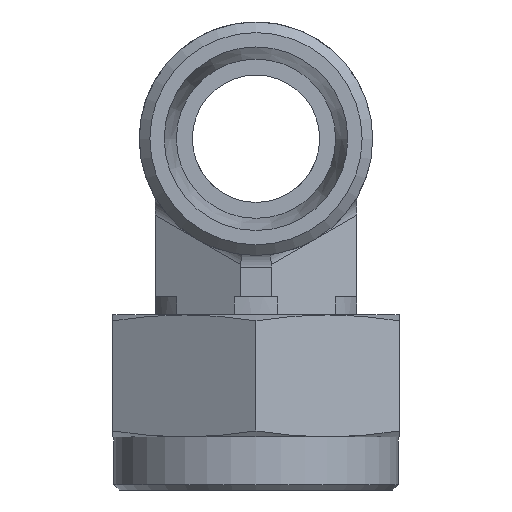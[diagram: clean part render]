
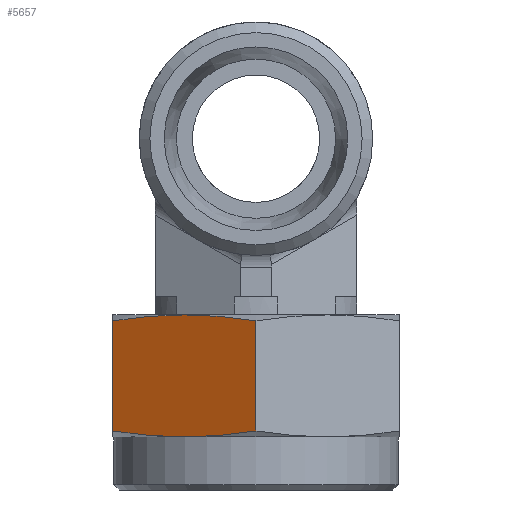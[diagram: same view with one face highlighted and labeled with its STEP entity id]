
A CAD part, front view. The second image highlights one B-rep face of the part: STEP entity #5657.
In plain terms, the highlighted face is planar.
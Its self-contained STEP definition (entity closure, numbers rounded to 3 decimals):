
#5431=CARTESIAN_POINT('',(13.5,-7.794,5.56));
#5432=VERTEX_POINT('',#5431);
#5433=CARTESIAN_POINT('',(13.5,0.,5.0));
#5434=VERTEX_POINT('',#5433);
#5435=CARTESIAN_POINT('',(13.5,-7.794,5.56));
#5436=CARTESIAN_POINT('',(13.5,-3.617,5.));
#5437=CARTESIAN_POINT('',(13.5,0.,5.));
#5445=(BOUNDED_CURVE()B_SPLINE_CURVE(2,(#5435,#5436,#5437),.UNSPECIFIED.,.F.,.U.)B_SPLINE_CURVE_WITH_KNOTS((3,3),(0.651,1.522),.UNSPECIFIED.)CURVE()GEOMETRIC_REPRESENTATION_ITEM()RATIONAL_B_SPLINE_CURVE((1.058,1.068,1.0))REPRESENTATION_ITEM(''));
#5446=EDGE_CURVE('',#5432,#5434,#5445,.T.);
#5476=CARTESIAN_POINT('',(13.5,7.794,5.56));
#5477=VERTEX_POINT('',#5476);
#5478=CARTESIAN_POINT('',(13.5,0.,5.));
#5479=CARTESIAN_POINT('',(13.5,3.617,5.));
#5480=CARTESIAN_POINT('',(13.5,7.794,5.56));
#5488=(BOUNDED_CURVE()B_SPLINE_CURVE(2,(#5478,#5479,#5480),.UNSPECIFIED.,.F.,.U.)B_SPLINE_CURVE_WITH_KNOTS((3,3),(1.522,2.393),.UNSPECIFIED.)CURVE()GEOMETRIC_REPRESENTATION_ITEM()RATIONAL_B_SPLINE_CURVE((1.0,1.068,1.058))REPRESENTATION_ITEM(''));
#5489=EDGE_CURVE('',#5434,#5477,#5488,.T.);
#5604=CARTESIAN_POINT('',(13.5,7.794,0.0));
#5605=DIRECTION('',(1.0,0.0,0.0));
#5606=DIRECTION('',(0.0,0.0,-1.0));
#5607=AXIS2_PLACEMENT_3D('',#5604,#5605,#5606);
#5608=PLANE('',#5607);
#5609=ORIENTED_EDGE('',*,*,#5446,.T.);
#5610=ORIENTED_EDGE('',*,*,#5489,.T.);
#5611=CARTESIAN_POINT('',(13.5,7.794,15.94));
#5612=VERTEX_POINT('',#5611);
#5613=CARTESIAN_POINT('',(13.5,7.794,5.56));
#5614=DIRECTION('',(0.0,0.0,1.0));
#5615=VECTOR('',#5614,10.381);
#5616=LINE('',#5613,#5615);
#5617=EDGE_CURVE('',#5477,#5612,#5616,.T.);
#5618=ORIENTED_EDGE('',*,*,#5617,.T.);
#5619=CARTESIAN_POINT('',(13.5,0.,16.5));
#5620=VERTEX_POINT('',#5619);
#5621=CARTESIAN_POINT('',(13.5,7.794,15.94));
#5622=CARTESIAN_POINT('',(13.5,3.617,16.5));
#5623=CARTESIAN_POINT('',(13.5,0.,16.5));
#5631=(BOUNDED_CURVE()B_SPLINE_CURVE(2,(#5621,#5622,#5623),.UNSPECIFIED.,.F.,.U.)B_SPLINE_CURVE_WITH_KNOTS((3,3),(0.209,1.017),.UNSPECIFIED.)CURVE()GEOMETRIC_REPRESENTATION_ITEM()RATIONAL_B_SPLINE_CURVE((1.02,1.048,1.0))REPRESENTATION_ITEM(''));
#5632=EDGE_CURVE('',#5612,#5620,#5631,.T.);
#5633=ORIENTED_EDGE('',*,*,#5632,.T.);
#5634=CARTESIAN_POINT('',(13.5,-7.794,15.94));
#5635=VERTEX_POINT('',#5634);
#5636=CARTESIAN_POINT('',(13.5,0.,16.5));
#5637=CARTESIAN_POINT('',(13.5,-3.617,16.5));
#5638=CARTESIAN_POINT('',(13.5,-7.794,15.94));
#5646=(BOUNDED_CURVE()B_SPLINE_CURVE(2,(#5636,#5637,#5638),.UNSPECIFIED.,.F.,.U.)B_SPLINE_CURVE_WITH_KNOTS((3,3),(1.017,1.826),.UNSPECIFIED.)CURVE()GEOMETRIC_REPRESENTATION_ITEM()RATIONAL_B_SPLINE_CURVE((1.0,1.048,1.02))REPRESENTATION_ITEM(''));
#5647=EDGE_CURVE('',#5620,#5635,#5646,.T.);
#5648=ORIENTED_EDGE('',*,*,#5647,.T.);
#5649=CARTESIAN_POINT('',(13.5,-7.794,5.56));
#5650=DIRECTION('',(0.0,0.0,1.0));
#5651=VECTOR('',#5650,10.381);
#5652=LINE('',#5649,#5651);
#5653=EDGE_CURVE('',#5432,#5635,#5652,.T.);
#5654=ORIENTED_EDGE('',*,*,#5653,.F.);
#5655=EDGE_LOOP('',(#5609,#5610,#5618,#5633,#5648,#5654));
#5656=FACE_OUTER_BOUND('',#5655,.T.);
#5657=ADVANCED_FACE('',(#5656),#5608,.T.);
